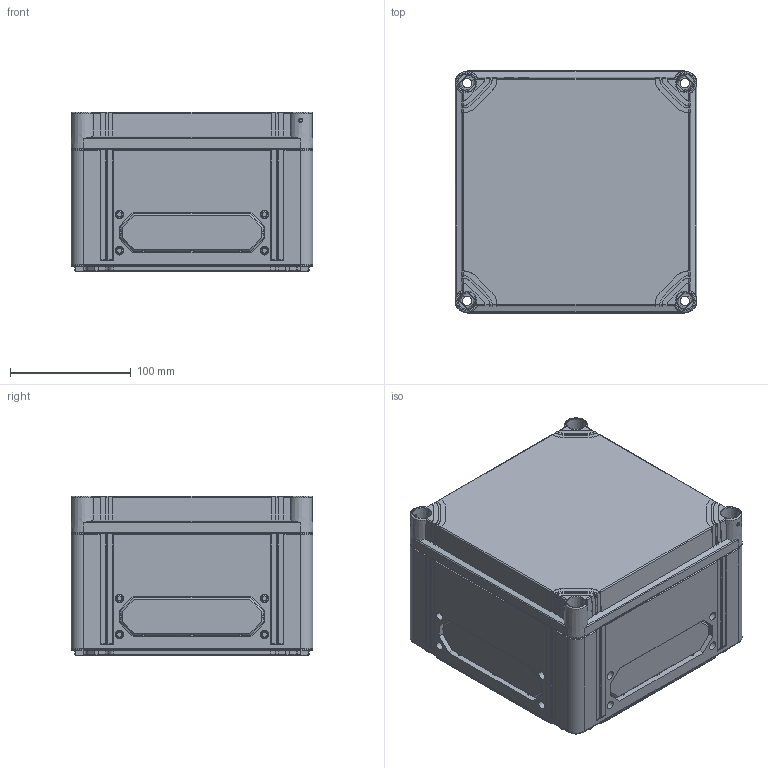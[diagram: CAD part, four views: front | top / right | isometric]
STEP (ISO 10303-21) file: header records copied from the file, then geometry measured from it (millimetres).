
FILE_DESCRIPTION((''),'2;1');
FILE_NAME('CPCF202013G_ASM','2008-12-29T',('pasi_koskela'),(''),'PRO/ENGINEER BY PARAMETRIC TECHNOLOGY CORPORATION, 2008250','PRO/ENGINEER BY PARAMETRIC TECHNOLOGY CORPORATION, 2008250','');
FILE_SCHEMA(('AUTOMOTIVE_DESIGN_CC2 { 1 2 10303 214 -1 1 5 2 }'));
Products named in the file (3): CPCF202010B; OPCG202003L; CPCF202013G_ASM
Assembly tree (2 placements, depth 2):
  CPCF202013G_ASM
    CPCF202010B
    OPCG202003L
Bounding box: 200 x 200 x 132 mm (x, y, z)
Volume: 815579.5 mm3; surface area: 459490.3 mm2
Topology: 2 solids, 2 shells, 2463 faces, 6408 edges, 4061 vertices
Faces by surface type: plane 1333, cone 512, cylinder 390, torus 190, bspline 20, extrusion 16, sphere 2
Entity records: 96760 total; most frequent: CARTESIAN_POINT 16941, ORIENTED_EDGE 12812, DIRECTION 12342, PRESENTATION_STYLE_ASSIGNMENT 6408, STYLED_ITEM 6408, CURVE_STYLE 6406, EDGE_CURVE 6406, AXIS2_PLACEMENT_3D 4184
